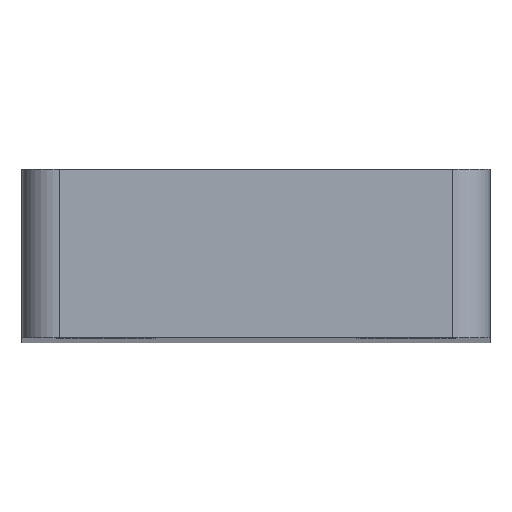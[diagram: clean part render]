
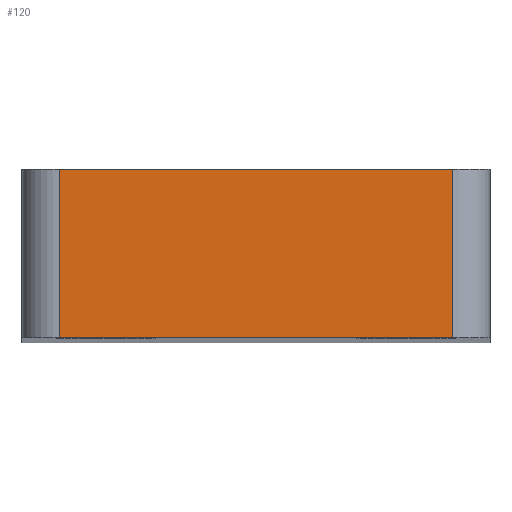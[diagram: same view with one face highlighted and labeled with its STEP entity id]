
A CAD part, top view. The second image highlights one B-rep face of the part: STEP entity #120.
In plain terms, the highlighted planar face has unit normal (0, 0, 1).
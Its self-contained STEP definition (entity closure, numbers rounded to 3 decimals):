
#32 = EDGE_CURVE ( 'NONE', #1086, #605, #329, .T. ) ;
#36 = DIRECTION ( 'NONE',  ( 0., 0., -1. ) ) ;
#52 = LINE ( 'NONE', #676, #1181 ) ;
#54 = VERTEX_POINT ( 'NONE', #885 ) ;
#80 = ORIENTED_EDGE ( 'NONE', *, *, #32, .T. ) ;
#120 = ADVANCED_FACE ( 'NONE', ( #685 ), #306, .F. ) ;
#189 = EDGE_CURVE ( 'NONE', #54, #1086, #542, .T. ) ;
#220 = DIRECTION ( 'NONE',  ( -1., 0., 0. ) ) ;
#265 = EDGE_CURVE ( 'NONE', #1231, #54, #1106, .T. ) ;
#296 = VECTOR ( 'NONE', #781, 1000. ) ;
#306 = PLANE ( 'NONE',  #862 ) ;
#329 = LINE ( 'NONE', #980, #296 ) ;
#384 = EDGE_LOOP ( 'NONE', ( #925, #1006, #863, #80 ) ) ;
#421 = CARTESIAN_POINT ( 'NONE',  ( 2., 0., 164.1 ) ) ;
#428 = DIRECTION ( 'NONE',  ( -1., 0., 0. ) ) ;
#445 = DIRECTION ( 'NONE',  ( 0., 1., 0. ) ) ;
#478 = CARTESIAN_POINT ( 'NONE',  ( 2., 9., 164.1 ) ) ;
#517 = DIRECTION ( 'NONE',  ( -1., 0., 0. ) ) ;
#542 = LINE ( 'NONE', #988, #1138 ) ;
#605 = VERTEX_POINT ( 'NONE', #421 ) ;
#676 = CARTESIAN_POINT ( 'NONE',  ( 40., 0., 164.1 ) ) ;
#685 = FACE_OUTER_BOUND ( 'NONE', #384, .T. ) ;
#781 = DIRECTION ( 'NONE',  ( 0., -1., 0. ) ) ;
#862 = AXIS2_PLACEMENT_3D ( 'NONE', #1146, #36, #220 ) ;
#863 = ORIENTED_EDGE ( 'NONE', *, *, #189, .T. ) ;
#885 = CARTESIAN_POINT ( 'NONE',  ( 23., 9., 164.1 ) ) ;
#925 = ORIENTED_EDGE ( 'NONE', *, *, #1228, .F. ) ;
#980 = CARTESIAN_POINT ( 'NONE',  ( 2., 0., 164.1 ) ) ;
#988 = CARTESIAN_POINT ( 'NONE',  ( 40., 9., 164.1 ) ) ;
#1006 = ORIENTED_EDGE ( 'NONE', *, *, #265, .T. ) ;
#1073 = CARTESIAN_POINT ( 'NONE',  ( 23., 0., 164.1 ) ) ;
#1082 = VECTOR ( 'NONE', #445, 1000. ) ;
#1086 = VERTEX_POINT ( 'NONE', #478 ) ;
#1106 = LINE ( 'NONE', #1190, #1082 ) ;
#1138 = VECTOR ( 'NONE', #428, 1000. ) ;
#1146 = CARTESIAN_POINT ( 'NONE',  ( 40., 0., 164.1 ) ) ;
#1181 = VECTOR ( 'NONE', #517, 1000. ) ;
#1190 = CARTESIAN_POINT ( 'NONE',  ( 23., 0., 164.1 ) ) ;
#1228 = EDGE_CURVE ( 'NONE', #1231, #605, #52, .T. ) ;
#1231 = VERTEX_POINT ( 'NONE', #1073 ) ;
